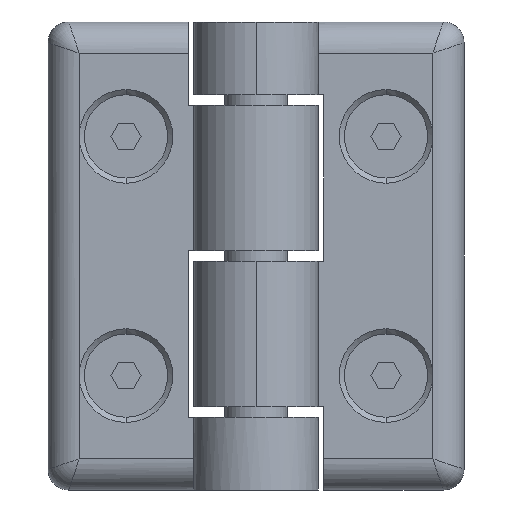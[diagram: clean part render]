
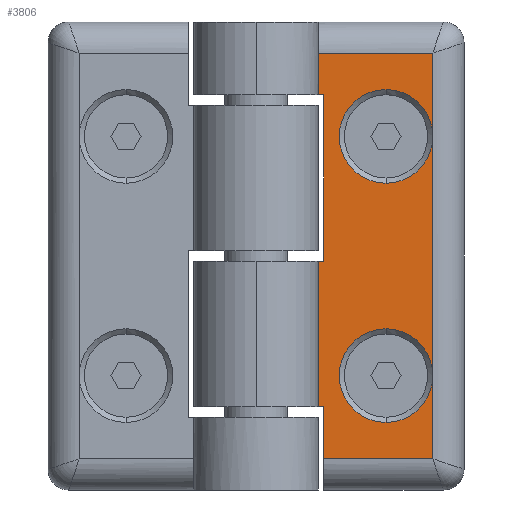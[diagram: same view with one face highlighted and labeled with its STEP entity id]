
A CAD part, front view. The second image highlights one B-rep face of the part: STEP entity #3806.
In plain terms, the highlighted planar face has unit normal (0, -1, 0).
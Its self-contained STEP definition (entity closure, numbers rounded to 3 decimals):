
#145 = CIRCLE ( 'NONE', #870, 4.5 ) ;
#197 = DIRECTION ( 'NONE',  ( 0., 0., -1. ) ) ;
#260 = VERTEX_POINT ( 'NONE', #2262 ) ;
#281 = EDGE_CURVE ( 'NONE', #260, #4076, #10095, .T. ) ;
#295 = ORIENTED_EDGE ( 'NONE', *, *, #9243, .F. ) ;
#380 = DIRECTION ( 'NONE',  ( 0., -1., 0. ) ) ;
#870 = AXIS2_PLACEMENT_3D ( 'NONE', #3138, #5128, #4189 ) ;
#877 = ORIENTED_EDGE ( 'NONE', *, *, #281, .F. ) ;
#929 = VERTEX_POINT ( 'NONE', #9037 ) ;
#930 = DIRECTION ( 'NONE',  ( 0., 0., -1. ) ) ;
#987 = VECTOR ( 'NONE', #5051, 1000. ) ;
#1036 = VERTEX_POINT ( 'NONE', #4036 ) ;
#1279 = VERTEX_POINT ( 'NONE', #7189 ) ;
#1295 = CARTESIAN_POINT ( 'NONE',  ( 17., -5., -11.5 ) ) ;
#1326 = CARTESIAN_POINT ( 'NONE',  ( 6.208, -5., 15.5 ) ) ;
#1387 = ORIENTED_EDGE ( 'NONE', *, *, #7388, .F. ) ;
#1543 = DIRECTION ( 'NONE',  ( 1., 0., 0. ) ) ;
#1679 = ORIENTED_EDGE ( 'NONE', *, *, #9495, .F. ) ;
#1724 = CARTESIAN_POINT ( 'NONE',  ( 6.208, -5., -14.5 ) ) ;
#1768 = LINE ( 'NONE', #8105, #4616 ) ;
#1773 = ORIENTED_EDGE ( 'NONE', *, *, #13080, .T. ) ;
#1859 = LINE ( 'NONE', #5929, #3140 ) ;
#1870 = CARTESIAN_POINT ( 'NONE',  ( 20., -5., 22.5 ) ) ;
#1886 = CIRCLE ( 'NONE', #8817, 4.5 ) ;
#1967 = EDGE_CURVE ( 'NONE', #4238, #5204, #3407, .T. ) ;
#2262 = CARTESIAN_POINT ( 'NONE',  ( 17., -5., 11.5 ) ) ;
#2454 = CARTESIAN_POINT ( 'NONE',  ( 17., -5., 0. ) ) ;
#2467 = VERTEX_POINT ( 'NONE', #5765 ) ;
#2482 = ORIENTED_EDGE ( 'NONE', *, *, #10782, .F. ) ;
#2520 = DIRECTION ( 'NONE',  ( 0., -1., 0. ) ) ;
#2633 = AXIS2_PLACEMENT_3D ( 'NONE', #10759, #2520, #10625 ) ;
#2710 = LINE ( 'NONE', #5087, #987 ) ;
#2808 = CARTESIAN_POINT ( 'NONE',  ( 17., -5., -19.5 ) ) ;
#2895 = DIRECTION ( 'NONE',  ( 0., -1., 0. ) ) ;
#2931 = ORIENTED_EDGE ( 'NONE', *, *, #12561, .F. ) ;
#3138 = CARTESIAN_POINT ( 'NONE',  ( 12.5, -5., 11.5 ) ) ;
#3140 = VECTOR ( 'NONE', #930, 1000. ) ;
#3398 = DIRECTION ( 'NONE',  ( 1., 0., 0. ) ) ;
#3407 = CIRCLE ( 'NONE', #10661, 4.5 ) ;
#3429 = VERTEX_POINT ( 'NONE', #8731 ) ;
#3481 = ORIENTED_EDGE ( 'NONE', *, *, #10492, .T. ) ;
#3660 = VECTOR ( 'NONE', #11854, 1000. ) ;
#3673 = CARTESIAN_POINT ( 'NONE',  ( 6.208, -5., -0.5 ) ) ;
#3771 = CARTESIAN_POINT ( 'NONE',  ( 17., -5., 19.5 ) ) ;
#3806 = ADVANCED_FACE ( 'NONE', ( #5402 ), #4933, .T. ) ;
#3814 = DIRECTION ( 'NONE',  ( 0., 0., -1. ) ) ;
#3861 = EDGE_CURVE ( 'NONE', #7688, #260, #12617, .T. ) ;
#4036 = CARTESIAN_POINT ( 'NONE',  ( 5.916, -5., -14.5 ) ) ;
#4076 = VERTEX_POINT ( 'NONE', #1295 ) ;
#4154 = CARTESIAN_POINT ( 'NONE',  ( 6.5, -5., -19.5 ) ) ;
#4189 = DIRECTION ( 'NONE',  ( 0., 0., -1. ) ) ;
#4238 = VERTEX_POINT ( 'NONE', #9506 ) ;
#4346 = CARTESIAN_POINT ( 'NONE',  ( 12.5, -5., -11.5 ) ) ;
#4360 = VERTEX_POINT ( 'NONE', #12651 ) ;
#4396 = ORIENTED_EDGE ( 'NONE', *, *, #1967, .F. ) ;
#4616 = VECTOR ( 'NONE', #7036, 1000. ) ;
#4880 = ORIENTED_EDGE ( 'NONE', *, *, #5692, .T. ) ;
#4894 = LINE ( 'NONE', #3673, #9623 ) ;
#4933 = PLANE ( 'NONE',  #6925 ) ;
#5020 = EDGE_CURVE ( 'NONE', #260, #4238, #10807, .T. ) ;
#5047 = CARTESIAN_POINT ( 'NONE',  ( 17., -5., -19.5 ) ) ;
#5051 = DIRECTION ( 'NONE',  ( 0., 0., 1. ) ) ;
#5087 = CARTESIAN_POINT ( 'NONE',  ( 6.5, -5., -17. ) ) ;
#5128 = DIRECTION ( 'NONE',  ( 0., -1., 0. ) ) ;
#5204 = VERTEX_POINT ( 'NONE', #7243 ) ;
#5231 = CARTESIAN_POINT ( 'NONE',  ( 5.916, -5., -7.5 ) ) ;
#5402 = FACE_OUTER_BOUND ( 'NONE', #8201, .T. ) ;
#5692 = EDGE_CURVE ( 'NONE', #12236, #2467, #12229, .T. ) ;
#5698 = ORIENTED_EDGE ( 'NONE', *, *, #9275, .F. ) ;
#5765 = CARTESIAN_POINT ( 'NONE',  ( 6.5, -5., 15.5 ) ) ;
#5842 = CARTESIAN_POINT ( 'NONE',  ( 6.5, -5., -19.5 ) ) ;
#5929 = CARTESIAN_POINT ( 'NONE',  ( 5.916, -5., 17.5 ) ) ;
#6069 = DIRECTION ( 'NONE',  ( 0., -1., 0. ) ) ;
#6147 = CARTESIAN_POINT ( 'NONE',  ( 17., -5., -11.5 ) ) ;
#6263 = ORIENTED_EDGE ( 'NONE', *, *, #6272, .F. ) ;
#6272 = EDGE_CURVE ( 'NONE', #12576, #3429, #2710, .T. ) ;
#6299 = ORIENTED_EDGE ( 'NONE', *, *, #10652, .F. ) ;
#6425 = CARTESIAN_POINT ( 'NONE',  ( 12.5, -5., 11.5 ) ) ;
#6478 = EDGE_CURVE ( 'NONE', #12569, #4076, #11427, .T. ) ;
#6517 = AXIS2_PLACEMENT_3D ( 'NONE', #8137, #6069, #9112 ) ;
#6593 = CARTESIAN_POINT ( 'NONE',  ( 5.916, -5., -0.5 ) ) ;
#6601 = B_SPLINE_CURVE_WITH_KNOTS ( 'NONE', 1,
 ( #6147, #5047 ),
 .UNSPECIFIED., .F., .F.,
 ( 2, 2 ),
 ( 0.795, 1. ),
 .UNSPECIFIED. ) ;
#6705 = DIRECTION ( 'NONE',  ( 0., 0., -1. ) ) ;
#6814 = EDGE_CURVE ( 'NONE', #12576, #7542, #9066, .T. ) ;
#6925 = AXIS2_PLACEMENT_3D ( 'NONE', #1870, #2895, #3814 ) ;
#7036 = DIRECTION ( 'NONE',  ( 0., 0., 1. ) ) ;
#7141 = CARTESIAN_POINT ( 'NONE',  ( 12.5, -5., 11.5 ) ) ;
#7189 = CARTESIAN_POINT ( 'NONE',  ( 6.5, -5., -0.5 ) ) ;
#7243 = CARTESIAN_POINT ( 'NONE',  ( 12.5, -5., 7. ) ) ;
#7388 = EDGE_CURVE ( 'NONE', #4360, #7688, #10279, .T. ) ;
#7440 = DIRECTION ( 'NONE',  ( 0., 0., -1. ) ) ;
#7468 = VECTOR ( 'NONE', #3398, 1000. ) ;
#7542 = VERTEX_POINT ( 'NONE', #2808 ) ;
#7688 = VERTEX_POINT ( 'NONE', #11219 ) ;
#7715 = ORIENTED_EDGE ( 'NONE', *, *, #6478, .F. ) ;
#7856 = CARTESIAN_POINT ( 'NONE',  ( 17., -5., 19.5 ) ) ;
#8105 = CARTESIAN_POINT ( 'NONE',  ( 6.5, -5., 7.5 ) ) ;
#8137 = CARTESIAN_POINT ( 'NONE',  ( 12.5, -5., -11.5 ) ) ;
#8201 = EDGE_LOOP ( 'NONE', ( #877, #6299, #4396, #8834, #10428, #1387, #3481, #4880, #10349, #1679, #1773, #2931, #6263, #12900, #2482, #7715, #5698, #295 ) ) ;
#8291 = DIRECTION ( 'NONE',  ( 0., 0., -1. ) ) ;
#8627 = DIRECTION ( 'NONE',  ( 0., 0., -1. ) ) ;
#8731 = CARTESIAN_POINT ( 'NONE',  ( 6.5, -5., -14.5 ) ) ;
#8817 = AXIS2_PLACEMENT_3D ( 'NONE', #4346, #11426, #8627 ) ;
#8834 = ORIENTED_EDGE ( 'NONE', *, *, #5020, .F. ) ;
#8910 = CARTESIAN_POINT ( 'NONE',  ( 17., -5., 11.5 ) ) ;
#9037 = CARTESIAN_POINT ( 'NONE',  ( 12.5, -5., -7. ) ) ;
#9054 = LINE ( 'NONE', #1724, #3660 ) ;
#9066 = B_SPLINE_CURVE_WITH_KNOTS ( 'NONE', 1,
 ( #4154, #12203 ),
 .UNSPECIFIED., .F., .F.,
 ( 2, 2 ),
 ( 0., 1. ),
 .UNSPECIFIED. ) ;
#9071 = AXIS2_PLACEMENT_3D ( 'NONE', #6425, #380, #7440 ) ;
#9112 = DIRECTION ( 'NONE',  ( 0., 0., -1. ) ) ;
#9243 = EDGE_CURVE ( 'NONE', #4076, #929, #1886, .T. ) ;
#9275 = EDGE_CURVE ( 'NONE', #929, #12569, #12336, .T. ) ;
#9341 = VERTEX_POINT ( 'NONE', #6593 ) ;
#9495 = EDGE_CURVE ( 'NONE', #9341, #1279, #4894, .T. ) ;
#9506 = CARTESIAN_POINT ( 'NONE',  ( 12.5, -5., 16. ) ) ;
#9623 = VECTOR ( 'NONE', #1543, 1000. ) ;
#10095 = LINE ( 'NONE', #2454, #12137 ) ;
#10279 = B_SPLINE_CURVE_WITH_KNOTS ( 'NONE', 1,
 ( #12902, #7856 ),
 .UNSPECIFIED., .F., .F.,
 ( 2, 2 ),
 ( 0., 1. ),
 .UNSPECIFIED. ) ;
#10349 = ORIENTED_EDGE ( 'NONE', *, *, #12743, .F. ) ;
#10428 = ORIENTED_EDGE ( 'NONE', *, *, #3861, .F. ) ;
#10486 = LINE ( 'NONE', #5231, #12527 ) ;
#10492 = EDGE_CURVE ( 'NONE', #4360, #12236, #1859, .T. ) ;
#10625 = DIRECTION ( 'NONE',  ( 0., 0., -1. ) ) ;
#10652 = EDGE_CURVE ( 'NONE', #5204, #260, #145, .T. ) ;
#10661 = AXIS2_PLACEMENT_3D ( 'NONE', #7141, #11213, #8291 ) ;
#10759 = CARTESIAN_POINT ( 'NONE',  ( 12.5, -5., -11.5 ) ) ;
#10782 = EDGE_CURVE ( 'NONE', #4076, #7542, #6601, .T. ) ;
#10807 = CIRCLE ( 'NONE', #9071, 4.5 ) ;
#11213 = DIRECTION ( 'NONE',  ( 0., -1., 0. ) ) ;
#11219 = CARTESIAN_POINT ( 'NONE',  ( 17., -5., 19.5 ) ) ;
#11426 = DIRECTION ( 'NONE',  ( 0., -1., 0. ) ) ;
#11427 = CIRCLE ( 'NONE', #6517, 4.5 ) ;
#11854 = DIRECTION ( 'NONE',  ( -1., 0., 0. ) ) ;
#11942 = CARTESIAN_POINT ( 'NONE',  ( 12.5, -5., -16. ) ) ;
#12137 = VECTOR ( 'NONE', #6705, 1000. ) ;
#12203 = CARTESIAN_POINT ( 'NONE',  ( 17., -5., -19.5 ) ) ;
#12229 = LINE ( 'NONE', #1326, #7468 ) ;
#12236 = VERTEX_POINT ( 'NONE', #12656 ) ;
#12336 = CIRCLE ( 'NONE', #2633, 4.5 ) ;
#12527 = VECTOR ( 'NONE', #197, 1000. ) ;
#12561 = EDGE_CURVE ( 'NONE', #3429, #1036, #9054, .T. ) ;
#12569 = VERTEX_POINT ( 'NONE', #11942 ) ;
#12576 = VERTEX_POINT ( 'NONE', #5842 ) ;
#12617 = B_SPLINE_CURVE_WITH_KNOTS ( 'NONE', 1,
 ( #3771, #8910 ),
 .UNSPECIFIED., .F., .F.,
 ( 2, 2 ),
 ( 0., 0.205 ),
 .UNSPECIFIED. ) ;
#12651 = CARTESIAN_POINT ( 'NONE',  ( 5.916, -5., 19.5 ) ) ;
#12656 = CARTESIAN_POINT ( 'NONE',  ( 5.916, -5., 15.5 ) ) ;
#12743 = EDGE_CURVE ( 'NONE', #1279, #2467, #1768, .T. ) ;
#12900 = ORIENTED_EDGE ( 'NONE', *, *, #6814, .T. ) ;
#12902 = CARTESIAN_POINT ( 'NONE',  ( 5.916, -5., 19.5 ) ) ;
#13080 = EDGE_CURVE ( 'NONE', #9341, #1036, #10486, .T. ) ;
